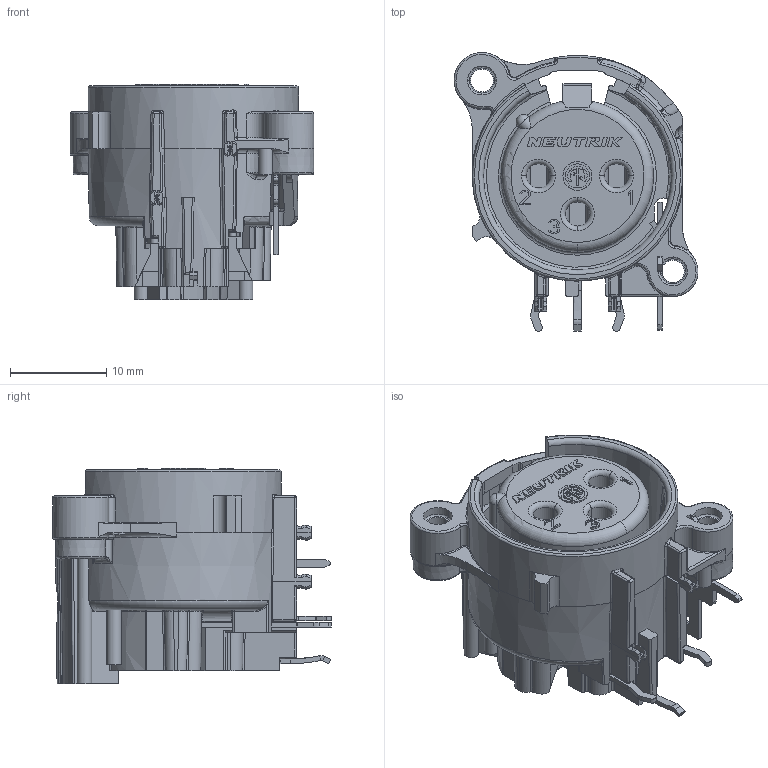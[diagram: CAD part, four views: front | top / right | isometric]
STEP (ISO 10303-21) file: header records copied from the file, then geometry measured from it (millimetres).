
FILE_DESCRIPTION((''),'2;1');
FILE_NAME('NC3FAH2-0','2025-07-08T14:47:19',('phk'),(''),'CREO PARAMETRIC BY PTC INC, 2023424','CREO PARAMETRIC BY PTC INC, 2023424','');
FILE_SCHEMA(('AUTOMOTIVE_DESIGN { 1 0 10303 214 1 1 1 1 }'));
Length unit declared in the file: millimetre
Products named in the file (1): NC3FAH2-0
Bounding box: 25.3 x 28.9 x 22.4 mm (x, y, z)
Volume: 4806.7 mm3; surface area: 6180.8 mm2
Topology: 1 solids, 1 shells, 1516 faces, 4074 edges, 2572 vertices
Faces by surface type: plane 789, cylinder 339, bspline 185, torus 115, cone 57, sphere 28, extrusion 2, revolution 1
Entity records: 63965 total; most frequent: CARTESIAN_POINT 16928, ORIENTED_EDGE 8130, DIRECTION 6988, EDGE_CURVE 4065, VERTEX_POINT 2572, VECTOR 2427, LINE 2425, AXIS2_PLACEMENT_3D 2280
